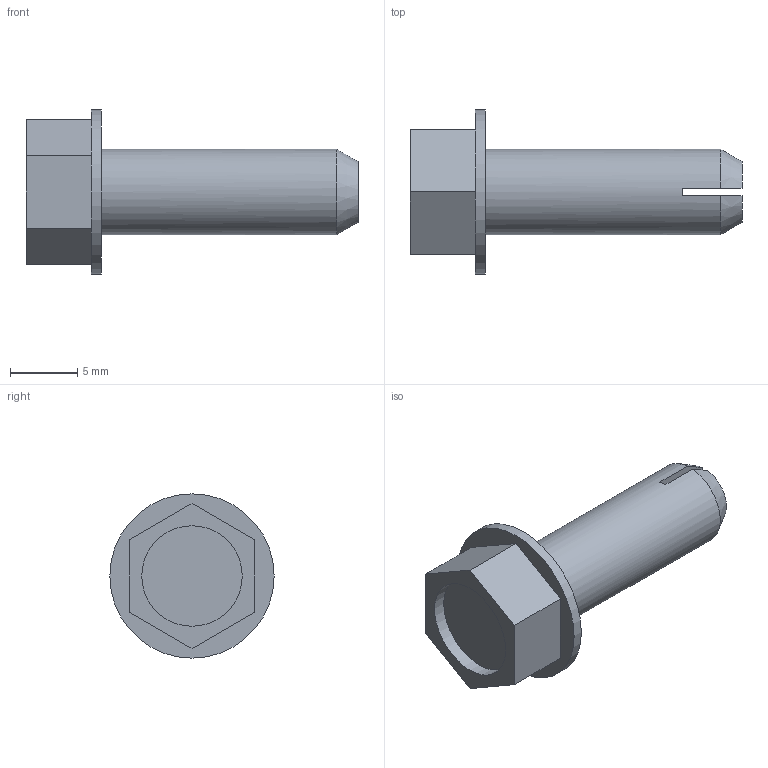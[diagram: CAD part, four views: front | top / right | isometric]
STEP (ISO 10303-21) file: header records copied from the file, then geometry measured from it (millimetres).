
FILE_DESCRIPTION(/* description */ (''),/* implementation_level */ '2;1');
FILE_NAME(/* name */ 'hex washer head tapping screw_ai_FHTS 0.25-20-G-0.75-C.ipt.step',/* time_stamp */ '2015-01-02T19:13:26-08:00',/* author */ ('Autodesk Inc.'),/* organization */ (''),/* preprocessor_version */ 'ST-DEVELOPER v15.6',/* originating_system */ 'Autodesk Inventor 2015',/* authorisation */ '');
FILE_SCHEMA (('AUTOMOTIVE_DESIGN { 1 0 10303 214 3 1 1 }'));
Length unit declared in the file: inch
Products named in the file (1): hex washer head tapping screw_ai_FHTS 0.25-20-G-0.75-C
Bounding box: 24.64 x 12.19 x 12.19 mm (x, y, z)
Volume: 986.4 mm3; surface area: 854.9 mm2
Topology: 1 solids, 1 shells, 20 faces, 45 edges, 30 vertices
Faces by surface type: plane 15, cylinder 3, cone 2
Full cylindrical faces by diameter (mm): 6.35 x1, 7.457 x1, 12.192 x1
Entity records: 565 total; most frequent: CARTESIAN_POINT 99, DIRECTION 90, ORIENTED_EDGE 82, EDGE_CURVE 41, AXIS2_PLACEMENT_3D 32, VERTEX_POINT 29, LINE 26, VECTOR 26
